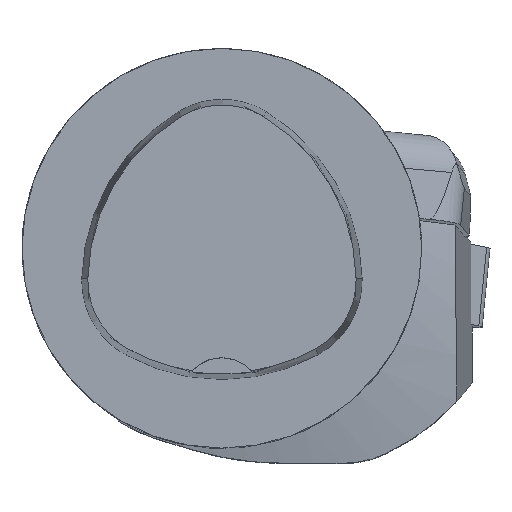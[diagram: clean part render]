
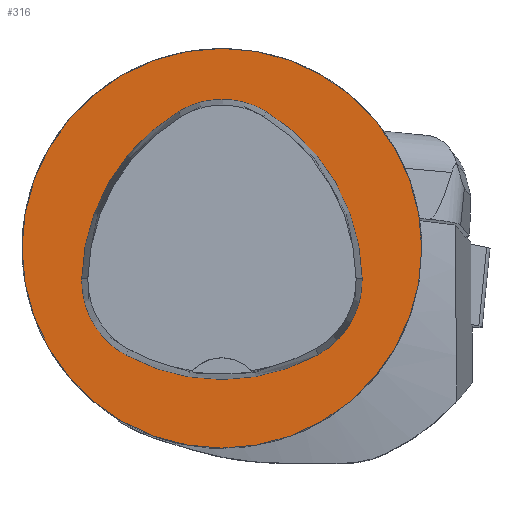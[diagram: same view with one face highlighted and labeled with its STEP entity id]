
A CAD part, top view. The second image highlights one B-rep face of the part: STEP entity #316.
In plain terms, the highlighted planar face has unit normal (0, 0, 1).
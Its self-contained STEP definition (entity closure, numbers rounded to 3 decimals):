
#316=ADVANCED_FACE('',(#805,#806),#412,.T.);
#412=PLANE('',#2217);
#805=FACE_BOUND('',#845,.T.);
#806=FACE_BOUND('',#846,.T.);
#845=EDGE_LOOP('',(#1079,#1080,#1081,#1082,#1083,#1084));
#846=EDGE_LOOP('',(#1085));
#1079=ORIENTED_EDGE('',*,*,#1811,.F.);
#1080=ORIENTED_EDGE('',*,*,#1806,.F.);
#1081=ORIENTED_EDGE('',*,*,#1801,.F.);
#1082=ORIENTED_EDGE('',*,*,#1798,.F.);
#1083=ORIENTED_EDGE('',*,*,#1795,.F.);
#1084=ORIENTED_EDGE('',*,*,#1791,.F.);
#1085=ORIENTED_EDGE('',*,*,#1774,.T.);
#1567=VERTEX_POINT('',#3166);
#1584=VERTEX_POINT('',#3201);
#1585=VERTEX_POINT('',#3202);
#1588=VERTEX_POINT('',#3210);
#1590=VERTEX_POINT('',#3216);
#1592=VERTEX_POINT('',#3222);
#1596=VERTEX_POINT('',#3235);
#1774=EDGE_CURVE('',#1567,#1567,#2016,.T.);
#1791=EDGE_CURVE('',#1584,#1585,#2017,.T.);
#1795=EDGE_CURVE('',#1585,#1588,#2019,.T.);
#1798=EDGE_CURVE('',#1588,#1590,#2021,.T.);
#1801=EDGE_CURVE('',#1590,#1592,#2023,.T.);
#1806=EDGE_CURVE('',#1592,#1596,#2026,.T.);
#1811=EDGE_CURVE('',#1596,#1584,#2029,.T.);
#2016=CIRCLE('',#2185,20.);
#2017=CIRCLE('',#2195,20.);
#2019=CIRCLE('',#2198,8.5);
#2021=CIRCLE('',#2201,20.);
#2023=CIRCLE('',#2204,8.5);
#2026=CIRCLE('',#2208,20.);
#2029=CIRCLE('',#2212,8.5);
#2185=AXIS2_PLACEMENT_3D('',#3165,#2482,#2483);
#2195=AXIS2_PLACEMENT_3D('',#3200,#2510,#2511);
#2198=AXIS2_PLACEMENT_3D('',#3209,#2518,#2519);
#2201=AXIS2_PLACEMENT_3D('',#3215,#2525,#2526);
#2204=AXIS2_PLACEMENT_3D('',#3221,#2532,#2533);
#2208=AXIS2_PLACEMENT_3D('',#3234,#2541,#2542);
#2212=AXIS2_PLACEMENT_3D('',#3247,#2550,#2551);
#2217=AXIS2_PLACEMENT_3D('',#3252,#2560,#2561);
#2482=DIRECTION('',(0.,0.,1.));
#2483=DIRECTION('',(1.,0.,0.));
#2510=DIRECTION('',(0.,0.,1.));
#2511=DIRECTION('',(1.,0.,0.));
#2518=DIRECTION('',(0.,0.,1.));
#2519=DIRECTION('',(1.,0.,0.));
#2525=DIRECTION('',(0.,0.,1.));
#2526=DIRECTION('',(1.,0.,0.));
#2532=DIRECTION('',(0.,0.,1.));
#2533=DIRECTION('',(1.,0.,0.));
#2541=DIRECTION('',(0.,0.,1.));
#2542=DIRECTION('',(1.,0.,0.));
#2550=DIRECTION('',(0.,0.,1.));
#2551=DIRECTION('',(1.,0.,0.));
#2560=DIRECTION('',(0.,0.,1.));
#2561=DIRECTION('',(-1.,0.,0.));
#3165=CARTESIAN_POINT('',(0.,0.,0.));
#3166=CARTESIAN_POINT('',(20.,0.,0.));
#3200=CARTESIAN_POINT('',(-5.955,-3.414,0.));
#3201=CARTESIAN_POINT('',(14.041,-3.042,0.));
#3202=CARTESIAN_POINT('',(4.472,13.653,0.));
#3209=CARTESIAN_POINT('',(0.04,6.4,0.));
#3210=CARTESIAN_POINT('',(-4.347,13.68,0.));
#3215=CARTESIAN_POINT('',(5.976,-3.45,0.));
#3216=CARTESIAN_POINT('',(-14.021,-3.075,0.));
#3221=CARTESIAN_POINT('',(-5.522,-3.235,0.));
#3222=CARTESIAN_POINT('',(-9.588,-10.699,0.));
#3234=CARTESIAN_POINT('',(-0.022,6.864,0.));
#3235=CARTESIAN_POINT('',(9.655,-10.639,0.));
#3247=CARTESIAN_POINT('',(5.543,-3.2,0.));
#3252=CARTESIAN_POINT('',(0.,0.,0.));
